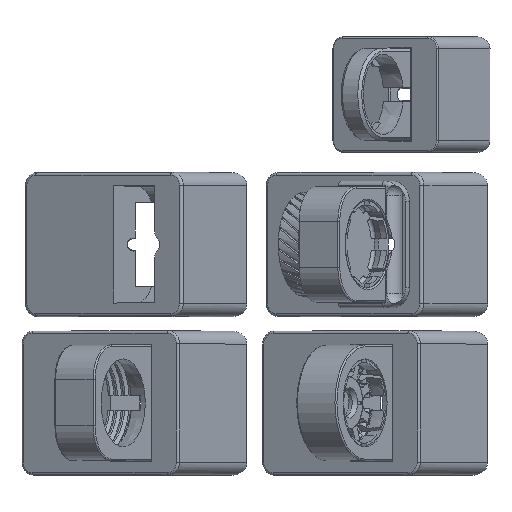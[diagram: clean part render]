
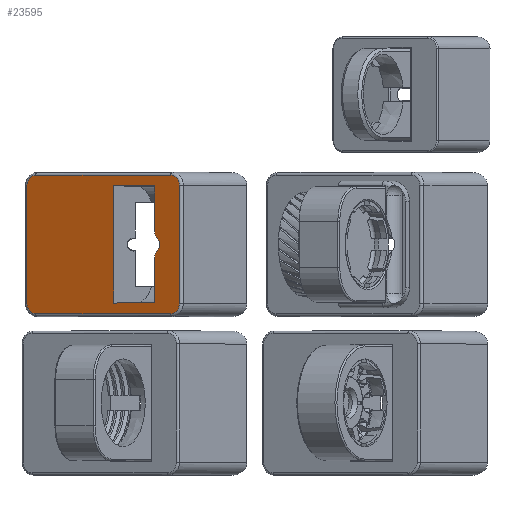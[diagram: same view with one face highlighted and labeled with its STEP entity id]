
A CAD part, top view. The second image highlights one B-rep face of the part: STEP entity #23595.
In plain terms, the highlighted planar face has unit normal (-0.5, 0, 0.866).
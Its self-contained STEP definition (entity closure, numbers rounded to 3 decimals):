
#251=FACE_BOUND('',#4323,.T.);
#1142=CIRCLE('',#25114,4.);
#1143=CIRCLE('',#25116,2.);
#1144=CIRCLE('',#25118,2.);
#1145=CIRCLE('',#25120,4.);
#1169=CIRCLE('',#25166,3.5);
#1172=CIRCLE('',#25171,3.5);
#1175=CIRCLE('',#25176,3.5);
#1177=CIRCLE('',#25180,3.5);
#2946=FACE_OUTER_BOUND('',#4322,.T.);
#4322=EDGE_LOOP('',(#16340,#16341,#16342,#16343,#16344,#16345,#16346,#16347));
#4323=EDGE_LOOP('',(#16348,#16349,#16350,#16351,#16352,#16353,#16354,#16355,
#16356));
#5891=LINE('',#35755,#7779);
#5892=LINE('',#35763,#7780);
#5893=LINE('',#35771,#7781);
#5894=LINE('',#35779,#7782);
#5895=LINE('',#35784,#7783);
#5896=LINE('',#35786,#7784);
#5897=LINE('',#35788,#7785);
#5898=LINE('',#35790,#7786);
#5899=LINE('',#35791,#7787);
#7779=VECTOR('',#28183,10.);
#7780=VECTOR('',#28194,10.);
#7781=VECTOR('',#28205,10.);
#7782=VECTOR('',#28216,10.);
#7783=VECTOR('',#28223,10.);
#7784=VECTOR('',#28224,10.);
#7785=VECTOR('',#28225,10.);
#7786=VECTOR('',#28226,10.);
#7787=VECTOR('',#28227,10.);
#9657=VERTEX_POINT('',#35529);
#9658=VERTEX_POINT('',#35531);
#9659=VERTEX_POINT('',#35535);
#9660=VERTEX_POINT('',#35539);
#9661=VERTEX_POINT('',#35543);
#9694=VERTEX_POINT('',#35751);
#9695=VERTEX_POINT('',#35753);
#9696=VERTEX_POINT('',#35757);
#9697=VERTEX_POINT('',#35761);
#9698=VERTEX_POINT('',#35765);
#9699=VERTEX_POINT('',#35769);
#9700=VERTEX_POINT('',#35773);
#9701=VERTEX_POINT('',#35777);
#9702=VERTEX_POINT('',#35783);
#9703=VERTEX_POINT('',#35785);
#9704=VERTEX_POINT('',#35787);
#9705=VERTEX_POINT('',#35789);
#12171=EDGE_CURVE('',#9657,#9658,#1142,.T.);
#12173=EDGE_CURVE('',#9659,#9658,#1143,.T.);
#12175=EDGE_CURVE('',#9659,#9660,#1144,.T.);
#12177=EDGE_CURVE('',#9661,#9660,#1145,.T.);
#12233=EDGE_CURVE('',#9695,#9694,#5891,.T.);
#12235=EDGE_CURVE('',#9696,#9695,#1169,.T.);
#12237=EDGE_CURVE('',#9697,#9696,#5892,.T.);
#12239=EDGE_CURVE('',#9698,#9697,#1172,.T.);
#12241=EDGE_CURVE('',#9699,#9698,#5893,.T.);
#12243=EDGE_CURVE('',#9700,#9699,#1175,.T.);
#12245=EDGE_CURVE('',#9701,#9700,#5894,.T.);
#12246=EDGE_CURVE('',#9694,#9701,#1177,.T.);
#12247=EDGE_CURVE('',#9657,#9702,#5895,.F.);
#12248=EDGE_CURVE('',#9702,#9703,#5896,.F.);
#12249=EDGE_CURVE('',#9703,#9704,#5897,.F.);
#12250=EDGE_CURVE('',#9705,#9704,#5898,.F.);
#12251=EDGE_CURVE('',#9661,#9705,#5899,.F.);
#16340=ORIENTED_EDGE('',*,*,#12233,.F.);
#16341=ORIENTED_EDGE('',*,*,#12235,.F.);
#16342=ORIENTED_EDGE('',*,*,#12237,.F.);
#16343=ORIENTED_EDGE('',*,*,#12239,.F.);
#16344=ORIENTED_EDGE('',*,*,#12241,.F.);
#16345=ORIENTED_EDGE('',*,*,#12243,.F.);
#16346=ORIENTED_EDGE('',*,*,#12245,.F.);
#16347=ORIENTED_EDGE('',*,*,#12246,.F.);
#16348=ORIENTED_EDGE('',*,*,#12173,.T.);
#16349=ORIENTED_EDGE('',*,*,#12171,.F.);
#16350=ORIENTED_EDGE('',*,*,#12247,.T.);
#16351=ORIENTED_EDGE('',*,*,#12248,.T.);
#16352=ORIENTED_EDGE('',*,*,#12249,.T.);
#16353=ORIENTED_EDGE('',*,*,#12250,.F.);
#16354=ORIENTED_EDGE('',*,*,#12251,.F.);
#16355=ORIENTED_EDGE('',*,*,#12177,.T.);
#16356=ORIENTED_EDGE('',*,*,#12175,.F.);
#22889=PLANE('',#25181);
#23595=ADVANCED_FACE('',(#2946,#251),#22889,.T.);
#25114=AXIS2_PLACEMENT_3D('',#35532,#28059,#28060);
#25116=AXIS2_PLACEMENT_3D('',#35536,#28064,#28065);
#25118=AXIS2_PLACEMENT_3D('',#35540,#28069,#28070);
#25120=AXIS2_PLACEMENT_3D('',#35544,#28074,#28075);
#25166=AXIS2_PLACEMENT_3D('',#35759,#28188,#28189);
#25171=AXIS2_PLACEMENT_3D('',#35767,#28199,#28200);
#25176=AXIS2_PLACEMENT_3D('',#35775,#28210,#28211);
#25180=AXIS2_PLACEMENT_3D('',#35781,#28219,#28220);
#25181=AXIS2_PLACEMENT_3D('',#35782,#28221,#28222);
#28059=DIRECTION('center_axis',(0.5,0.,-0.866));
#28060=DIRECTION('ref_axis',(-0.788,0.414,-0.455));
#28064=DIRECTION('center_axis',(0.5,0.,-0.866));
#28065=DIRECTION('ref_axis',(0.,1.,0.));
#28069=DIRECTION('center_axis',(-0.5,0.,0.866));
#28070=DIRECTION('ref_axis',(0.,-1.,0.));
#28074=DIRECTION('center_axis',(-0.5,0.,0.866));
#28075=DIRECTION('ref_axis',(-0.788,-0.414,-0.455));
#28183=DIRECTION('',(0.,1.,0.));
#28188=DIRECTION('center_axis',(0.5,0.,-0.866));
#28189=DIRECTION('ref_axis',(-0.612,-0.707,-0.354));
#28194=DIRECTION('',(-0.866,0.,-0.5));
#28199=DIRECTION('center_axis',(0.5,0.,-0.866));
#28200=DIRECTION('ref_axis',(0.612,-0.707,0.354));
#28205=DIRECTION('',(0.,-1.,0.));
#28210=DIRECTION('center_axis',(0.5,0.,-0.866));
#28211=DIRECTION('ref_axis',(0.612,0.707,0.354));
#28216=DIRECTION('',(0.866,0.,0.5));
#28219=DIRECTION('center_axis',(0.5,0.,-0.866));
#28220=DIRECTION('ref_axis',(-0.612,0.707,-0.354));
#28221=DIRECTION('center_axis',(-0.5,0.,0.866));
#28222=DIRECTION('ref_axis',(0.866,0.,0.5));
#28223=DIRECTION('',(0.,1.,0.));
#28224=DIRECTION('',(0.866,0.,0.5));
#28225=DIRECTION('',(0.,-1.,0.));
#28226=DIRECTION('',(0.866,0.,0.5));
#28227=DIRECTION('',(0.,-1.,0.));
#35529=CARTESIAN_POINT('',(-61.631,-4.511,-25.479));
#35531=CARTESIAN_POINT('',(-60.442,-1.495,-24.793));
#35532=CARTESIAN_POINT('Origin',(-58.167,-4.511,-23.479));
#35535=CARTESIAN_POINT('',(-59.848,0.,-24.45));
#35536=CARTESIAN_POINT('Origin',(-61.58,0.012,-25.45));
#35539=CARTESIAN_POINT('',(-60.442,1.495,-24.793));
#35540=CARTESIAN_POINT('Origin',(-61.58,-0.012,
-25.45));
#35543=CARTESIAN_POINT('',(-61.631,4.511,-25.479));
#35544=CARTESIAN_POINT('Origin',(-58.167,4.511,-23.479));
#35751=CARTESIAN_POINT('',(-105.971,20.5,-51.079));
#35753=CARTESIAN_POINT('',(-105.971,-20.5,-51.079));
#35755=CARTESIAN_POINT('',(-105.971,0.,-51.079));
#35757=CARTESIAN_POINT('',(-102.94,-24.,-49.329));
#35759=CARTESIAN_POINT('Origin',(-102.94,-20.5,-49.329));
#35761=CARTESIAN_POINT('',(-56.175,-24.,-22.329));
#35763=CARTESIAN_POINT('',(-73.495,-24.,-32.329));
#35765=CARTESIAN_POINT('',(-53.144,-20.5,-20.579));
#35767=CARTESIAN_POINT('Origin',(-56.175,-20.5,-22.329));
#35769=CARTESIAN_POINT('',(-53.144,20.5,-20.579));
#35771=CARTESIAN_POINT('',(-53.144,-11.5,-20.579));
#35773=CARTESIAN_POINT('',(-56.175,24.,-22.329));
#35775=CARTESIAN_POINT('Origin',(-56.175,20.5,-22.329));
#35777=CARTESIAN_POINT('',(-102.94,24.,-49.329));
#35779=CARTESIAN_POINT('',(-73.495,24.,-32.329));
#35781=CARTESIAN_POINT('Origin',(-102.94,20.5,-49.329));
#35782=CARTESIAN_POINT('Origin',(-68.732,0.,
-29.579));
#35783=CARTESIAN_POINT('',(-61.631,-20.3,-25.479));
#35784=CARTESIAN_POINT('',(-61.631,10.,-25.479));
#35785=CARTESIAN_POINT('',(-75.92,-20.3,-33.729));
#35786=CARTESIAN_POINT('',(-65.268,-20.3,-27.579));
#35787=CARTESIAN_POINT('',(-75.92,20.3,-33.729));
#35788=CARTESIAN_POINT('',(-75.92,0.,-33.729));
#35789=CARTESIAN_POINT('',(-61.631,20.3,-25.479));
#35790=CARTESIAN_POINT('',(-65.268,20.3,-27.579));
#35791=CARTESIAN_POINT('',(-61.631,-10.,-25.479));
